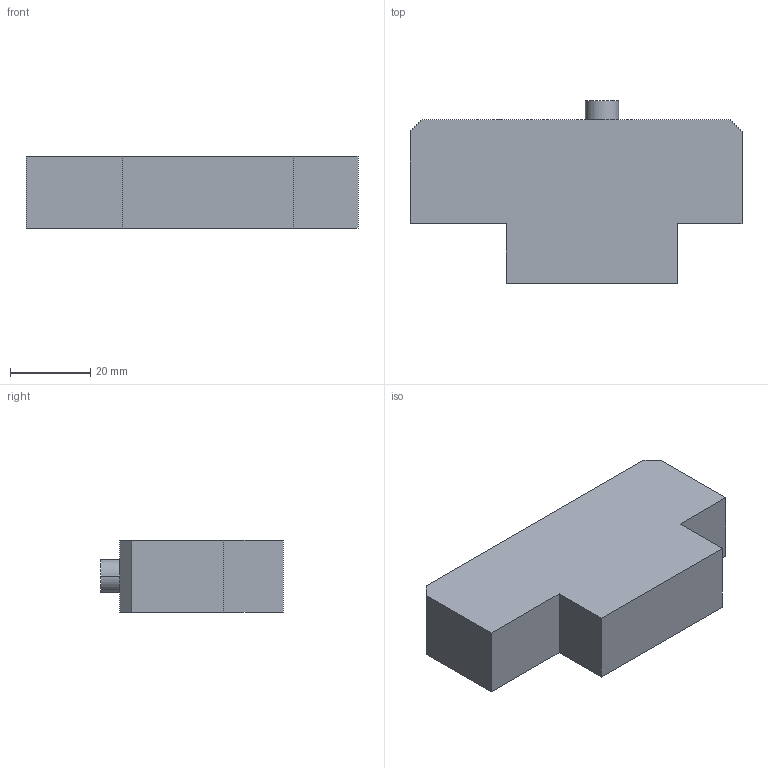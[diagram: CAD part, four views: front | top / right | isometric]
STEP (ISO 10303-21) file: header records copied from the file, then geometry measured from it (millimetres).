
FILE_DESCRIPTION((''),'2;1');
FILE_NAME('1830_SERIES','2012-08-24T',('ryans'),('Bourns, Inc.'),'PRO/ENGINEER BY PARAMETRIC TECHNOLOGY CORPORATION, 2010100','PRO/ENGINEER BY PARAMETRIC TECHNOLOGY CORPORATION, 2010100','');
FILE_SCHEMA(('CONFIG_CONTROL_DESIGN'));
Length unit declared in the file: millimetre
Products named in the file (1): 1830_SERIES
Bounding box: 83 x 45.72 x 18 mm (x, y, z)
Volume: 50439.3 mm3; surface area: 10098.3 mm2
Topology: 1 solids, 1 shells, 17 faces, 40 edges, 26 vertices
Faces by surface type: plane 13, cylinder 2, torus 2
Entity records: 524 total; most frequent: CARTESIAN_POINT 83, DIRECTION 82, ORIENTED_EDGE 80, EDGE_CURVE 40, VECTOR 32, LINE 32, VERTEX_POINT 26, AXIS2_PLACEMENT_3D 25
